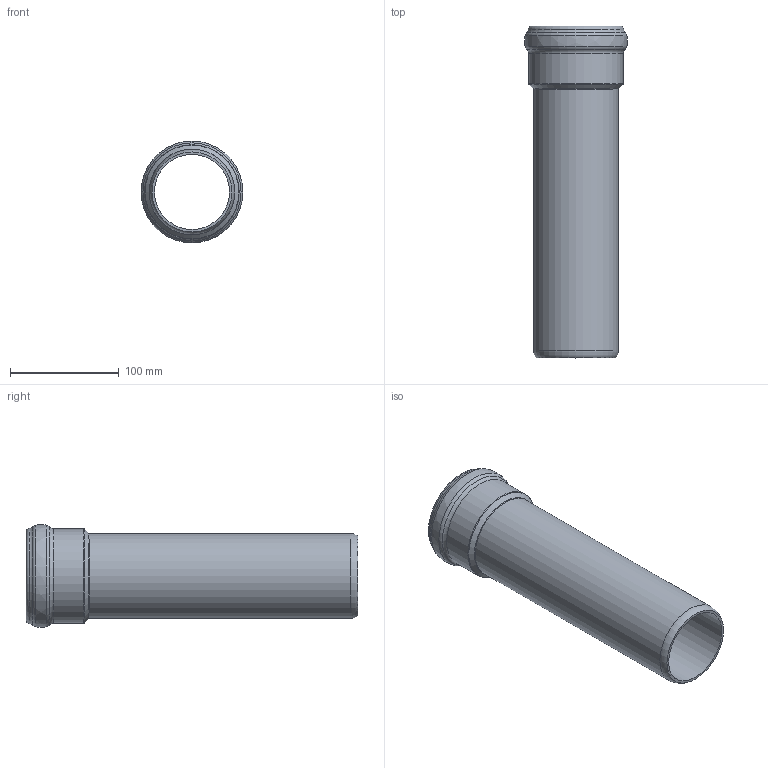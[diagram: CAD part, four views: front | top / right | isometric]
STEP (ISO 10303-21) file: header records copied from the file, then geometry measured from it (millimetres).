
FILE_DESCRIPTION(/* description */ (''),/* implementation_level */ '2;1');
FILE_NAME(/* name */ '333010 SKOLANsafeEM Passlängen DN_OD 78x250.stp',/* time_stamp */ '2018-01-09T09:59:54+01:00',/* author */ ('user1'),/* organization */ (''),/* preprocessor_version */ 'ST-DEVELOPER v16.1',/* originating_system */ 'Autodesk Inventor 2016',/* authorisation */ '');
FILE_SCHEMA (('AUTOMOTIVE_DESIGN { 1 0 10303 214 3 1 1 }'));
Length unit declared in the file: millimetre
Products named in the file (1): 333010 SKOLANsafeEM Passlängen DN_OD 78x250
Bounding box: 94.4 x 305 x 94.35 mm (x, y, z)
Volume: 322835.3 mm3; surface area: 148876.7 mm2
Topology: 1 solids, 1 shells, 27 faces, 55 edges, 29 vertices
Faces by surface type: torus 15, cylinder 6, cone 4, plane 1, bspline 1
Full cylindrical faces by diameter (mm): 69 x1, 78 x1, 78.5 x2, 86.7 x1, 87.6 x1
Entity records: 618 total; most frequent: CARTESIAN_POINT 115, DIRECTION 112, ORIENTED_EDGE 60, AXIS2_PLACEMENT_3D 56, EDGE_LOOP 53, EDGE_CURVE 30, CIRCLE 29, VERTEX_POINT 29
